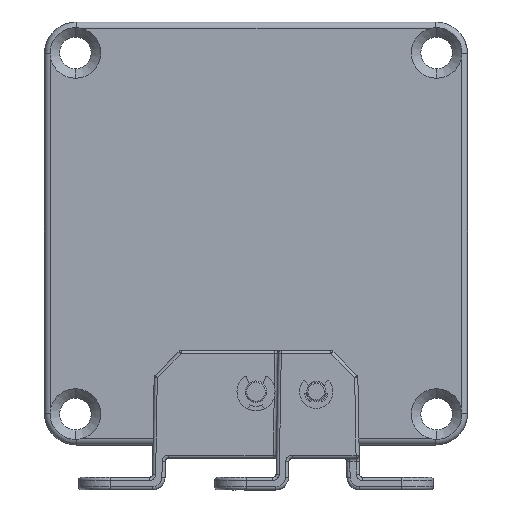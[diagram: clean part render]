
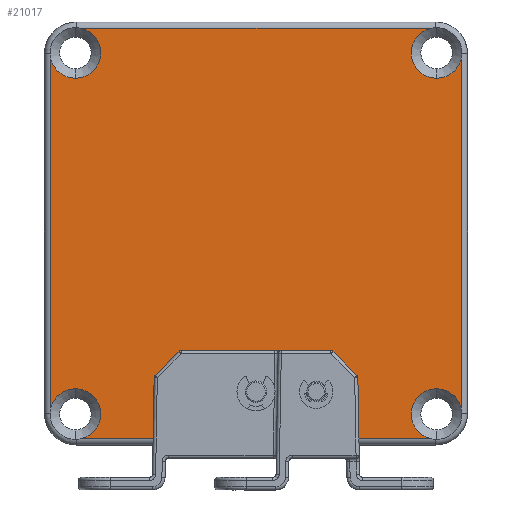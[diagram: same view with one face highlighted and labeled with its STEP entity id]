
A CAD part, front view. The second image highlights one B-rep face of the part: STEP entity #21017.
In plain terms, the highlighted planar face has unit normal (0, -1, 0).
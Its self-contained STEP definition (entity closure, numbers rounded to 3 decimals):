
#567 = ORIENTED_EDGE ( 'NONE', *, *, #7688, .T. ) ;
#782 = AXIS2_PLACEMENT_3D ( 'NONE', #22505, #22479, #22442 ) ;
#1741 = EDGE_CURVE ( 'NONE', #21479, #13250, #4270, .T. ) ;
#2121 = VERTEX_POINT ( 'NONE', #23042 ) ;
#2165 = CARTESIAN_POINT ( 'NONE',  ( -28.375, 0., 32.375 ) ) ;
#2208 = DIRECTION ( 'NONE',  ( -1., 0., 0. ) ) ;
#2592 = CARTESIAN_POINT ( 'NONE',  ( 28.5, 0., -28.5 ) ) ;
#2742 = CARTESIAN_POINT ( 'NONE',  ( 28.5, 0., 28.5 ) ) ;
#2792 = ORIENTED_EDGE ( 'NONE', *, *, #9200, .T. ) ;
#2897 = ORIENTED_EDGE ( 'NONE', *, *, #17291, .T. ) ;
#3009 = DIRECTION ( 'NONE',  ( 0., 0., -1. ) ) ;
#3032 = DIRECTION ( 'NONE',  ( 0., 1., 0. ) ) ;
#3071 = CARTESIAN_POINT ( 'NONE',  ( -28.5, 0., 28.5 ) ) ;
#3153 = FACE_OUTER_BOUND ( 'NONE', #3801, .T. ) ;
#3801 = EDGE_LOOP ( 'NONE', ( #27111, #24527, #18889, #11983, #27132, #8268, #13960, #567, #19028, #14204, #2897, #5002 ) ) ;
#4249 = EDGE_CURVE ( 'NONE', #20914, #12097, #26733, .T. ) ;
#4270 = CIRCLE ( 'NONE', #18730, 4. ) ;
#4799 = DIRECTION ( 'NONE',  ( 0., 0., -1. ) ) ;
#4856 = DIRECTION ( 'NONE',  ( 1., 0., 0. ) ) ;
#4889 = DIRECTION ( 'NONE',  ( 0., 0., -1. ) ) ;
#4950 = DIRECTION ( 'NONE',  ( 0., 0., -1. ) ) ;
#5002 = ORIENTED_EDGE ( 'NONE', *, *, #4249, .T. ) ;
#5469 = VERTEX_POINT ( 'NONE', #11447 ) ;
#5835 = EDGE_CURVE ( 'NONE', #15696, #15544, #5842, .T. ) ;
#5842 = CIRCLE ( 'NONE', #21632, 4. ) ;
#6686 = CIRCLE ( 'NONE', #6946, 4. ) ;
#6857 = CARTESIAN_POINT ( 'NONE',  ( -32.375, 0., -28.375 ) ) ;
#6946 = AXIS2_PLACEMENT_3D ( 'NONE', #23145, #10138, #25384 ) ;
#7087 = CIRCLE ( 'NONE', #7837, 5.5 ) ;
#7688 = EDGE_CURVE ( 'NONE', #22785, #21479, #20154, .T. ) ;
#7837 = AXIS2_PLACEMENT_3D ( 'NONE', #8506, #8442, #8413 ) ;
#7864 = EDGE_CURVE ( 'NONE', #14241, #22785, #15388, .T. ) ;
#8099 = AXIS2_PLACEMENT_3D ( 'NONE', #2742, #18019, #4950 ) ;
#8197 = CARTESIAN_POINT ( 'NONE',  ( -28.5, 0., 24.5 ) ) ;
#8268 = ORIENTED_EDGE ( 'NONE', *, *, #22192, .T. ) ;
#8413 = DIRECTION ( 'NONE',  ( 0., 0., -1. ) ) ;
#8442 = DIRECTION ( 'NONE',  ( 0., 1., 0. ) ) ;
#8506 = CARTESIAN_POINT ( 'NONE',  ( 0., 0., -24.975 ) ) ;
#8702 = AXIS2_PLACEMENT_3D ( 'NONE', #3071, #3032, #3009 ) ;
#9200 = EDGE_CURVE ( 'NONE', #15078, #11872, #13317, .T. ) ;
#9324 = CARTESIAN_POINT ( 'NONE',  ( 28.375, 0., -32.375 ) ) ;
#9346 = DIRECTION ( 'NONE',  ( 0., 0., -1. ) ) ;
#9383 = DIRECTION ( 'NONE',  ( 0., 1., 0. ) ) ;
#9406 = CARTESIAN_POINT ( 'NONE',  ( 28.5, 0., -28.5 ) ) ;
#9696 = VECTOR ( 'NONE', #11255, 1000. ) ;
#9858 = AXIS2_PLACEMENT_3D ( 'NONE', #18913, #18906, #18883 ) ;
#10070 = CARTESIAN_POINT ( 'NONE',  ( -5.5, 0., -24.975 ) ) ;
#10138 = DIRECTION ( 'NONE',  ( 0., 1., 0. ) ) ;
#10630 = LINE ( 'NONE', #9324, #28009 ) ;
#11255 = DIRECTION ( 'NONE',  ( 0., 0., -1. ) ) ;
#11429 = CARTESIAN_POINT ( 'NONE',  ( 33.375, 0., -33.375 ) ) ;
#11447 = CARTESIAN_POINT ( 'NONE',  ( -32.375, 0., -27.508 ) ) ;
#11637 = CARTESIAN_POINT ( 'NONE',  ( -28.5, 0., -28.5 ) ) ;
#11872 = VERTEX_POINT ( 'NONE', #26278 ) ;
#11983 = ORIENTED_EDGE ( 'NONE', *, *, #12326, .T. ) ;
#12097 = VERTEX_POINT ( 'NONE', #20266 ) ;
#12326 = EDGE_CURVE ( 'NONE', #15544, #2121, #20476, .T. ) ;
#12692 = EDGE_CURVE ( 'NONE', #12097, #13076, #10630, .T. ) ;
#12880 = ORIENTED_EDGE ( 'NONE', *, *, #16547, .T. ) ;
#13076 = VERTEX_POINT ( 'NONE', #26722 ) ;
#13250 = VERTEX_POINT ( 'NONE', #24925 ) ;
#13317 = CIRCLE ( 'NONE', #9858, 5.5 ) ;
#13798 = DIRECTION ( 'NONE',  ( 0., 0., -1. ) ) ;
#13960 = ORIENTED_EDGE ( 'NONE', *, *, #7864, .T. ) ;
#14204 = ORIENTED_EDGE ( 'NONE', *, *, #23840, .T. ) ;
#14241 = VERTEX_POINT ( 'NONE', #14960 ) ;
#14960 = CARTESIAN_POINT ( 'NONE',  ( 27.508, 0., 32.375 ) ) ;
#15078 = VERTEX_POINT ( 'NONE', #10070 ) ;
#15364 = VECTOR ( 'NONE', #26592, 1000. ) ;
#15388 = LINE ( 'NONE', #2165, #26371 ) ;
#15438 = LINE ( 'NONE', #6857, #9696 ) ;
#15544 = VERTEX_POINT ( 'NONE', #18951 ) ;
#15696 = VERTEX_POINT ( 'NONE', #17711 ) ;
#16261 = CIRCLE ( 'NONE', #24835, 4. ) ;
#16323 = CARTESIAN_POINT ( 'NONE',  ( -28.5, 0., 28.5 ) ) ;
#16547 = EDGE_CURVE ( 'NONE', #11872, #15078, #7087, .T. ) ;
#16970 = AXIS2_PLACEMENT_3D ( 'NONE', #11429, #17950, #4889 ) ;
#17291 = EDGE_CURVE ( 'NONE', #5469, #20914, #16261, .T. ) ;
#17596 = CARTESIAN_POINT ( 'NONE',  ( -28.5, 0., -24.5 ) ) ;
#17711 = CARTESIAN_POINT ( 'NONE',  ( 28.5, 0., -24.5 ) ) ;
#17864 = DIRECTION ( 'NONE',  ( 0., 1., 0. ) ) ;
#17950 = DIRECTION ( 'NONE',  ( 0., -1., 0. ) ) ;
#18019 = DIRECTION ( 'NONE',  ( 0., 1., 0. ) ) ;
#18421 = CARTESIAN_POINT ( 'NONE',  ( 32.375, 0., 28.375 ) ) ;
#18730 = AXIS2_PLACEMENT_3D ( 'NONE', #16323, #28375, #28336 ) ;
#18883 = DIRECTION ( 'NONE',  ( 0., 0., -1. ) ) ;
#18889 = ORIENTED_EDGE ( 'NONE', *, *, #5835, .T. ) ;
#18906 = DIRECTION ( 'NONE',  ( 0., 1., 0. ) ) ;
#18913 = CARTESIAN_POINT ( 'NONE',  ( 0., 0., -24.975 ) ) ;
#18951 = CARTESIAN_POINT ( 'NONE',  ( 32.375, 0., -27.508 ) ) ;
#19028 = ORIENTED_EDGE ( 'NONE', *, *, #1741, .T. ) ;
#19129 = CARTESIAN_POINT ( 'NONE',  ( 28.5, 0., 24.5 ) ) ;
#19590 = EDGE_CURVE ( 'NONE', #2121, #26761, #6686, .T. ) ;
#20154 = CIRCLE ( 'NONE', #8702, 4. ) ;
#20266 = CARTESIAN_POINT ( 'NONE',  ( -27.508, 0., -32.375 ) ) ;
#20476 = LINE ( 'NONE', #18421, #15364 ) ;
#20914 = VERTEX_POINT ( 'NONE', #17596 ) ;
#21017 = ADVANCED_FACE ( 'NONE', ( #25053, #3153 ), #22279, .T. ) ;
#21479 = VERTEX_POINT ( 'NONE', #8197 ) ;
#21632 = AXIS2_PLACEMENT_3D ( 'NONE', #9406, #9383, #9346 ) ;
#22192 = EDGE_CURVE ( 'NONE', #26761, #14241, #25730, .T. ) ;
#22279 = PLANE ( 'NONE',  #16970 ) ;
#22442 = DIRECTION ( 'NONE',  ( 0., 0., -1. ) ) ;
#22479 = DIRECTION ( 'NONE',  ( 0., 1., 0. ) ) ;
#22489 = AXIS2_PLACEMENT_3D ( 'NONE', #2592, #17864, #4799 ) ;
#22505 = CARTESIAN_POINT ( 'NONE',  ( -28.5, 0., -28.5 ) ) ;
#22607 = CIRCLE ( 'NONE', #22489, 4. ) ;
#22785 = VERTEX_POINT ( 'NONE', #23581 ) ;
#23042 = CARTESIAN_POINT ( 'NONE',  ( 32.375, 0., 27.508 ) ) ;
#23145 = CARTESIAN_POINT ( 'NONE',  ( 28.5, 0., 28.5 ) ) ;
#23581 = CARTESIAN_POINT ( 'NONE',  ( -27.508, 0., 32.375 ) ) ;
#23840 = EDGE_CURVE ( 'NONE', #13250, #5469, #15438, .T. ) ;
#23901 = EDGE_CURVE ( 'NONE', #13076, #15696, #22607, .T. ) ;
#24527 = ORIENTED_EDGE ( 'NONE', *, *, #23901, .T. ) ;
#24835 = AXIS2_PLACEMENT_3D ( 'NONE', #11637, #26907, #13798 ) ;
#24925 = CARTESIAN_POINT ( 'NONE',  ( -32.375, 0., 27.508 ) ) ;
#25053 = FACE_BOUND ( 'NONE', #25921, .T. ) ;
#25384 = DIRECTION ( 'NONE',  ( 0., 0., -1. ) ) ;
#25730 = CIRCLE ( 'NONE', #8099, 4. ) ;
#25921 = EDGE_LOOP ( 'NONE', ( #12880, #2792 ) ) ;
#26278 = CARTESIAN_POINT ( 'NONE',  ( 5.5, 0., -24.975 ) ) ;
#26371 = VECTOR ( 'NONE', #2208, 1000. ) ;
#26592 = DIRECTION ( 'NONE',  ( 0., 0., 1. ) ) ;
#26722 = CARTESIAN_POINT ( 'NONE',  ( 27.508, 0., -32.375 ) ) ;
#26733 = CIRCLE ( 'NONE', #782, 4. ) ;
#26761 = VERTEX_POINT ( 'NONE', #19129 ) ;
#26907 = DIRECTION ( 'NONE',  ( 0., 1., 0. ) ) ;
#27111 = ORIENTED_EDGE ( 'NONE', *, *, #12692, .T. ) ;
#27132 = ORIENTED_EDGE ( 'NONE', *, *, #19590, .T. ) ;
#28009 = VECTOR ( 'NONE', #4856, 1000. ) ;
#28336 = DIRECTION ( 'NONE',  ( 0., 0., -1. ) ) ;
#28375 = DIRECTION ( 'NONE',  ( 0., 1., 0. ) ) ;
